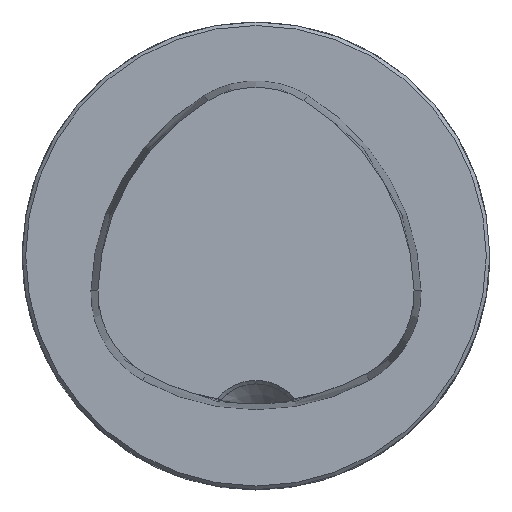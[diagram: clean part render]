
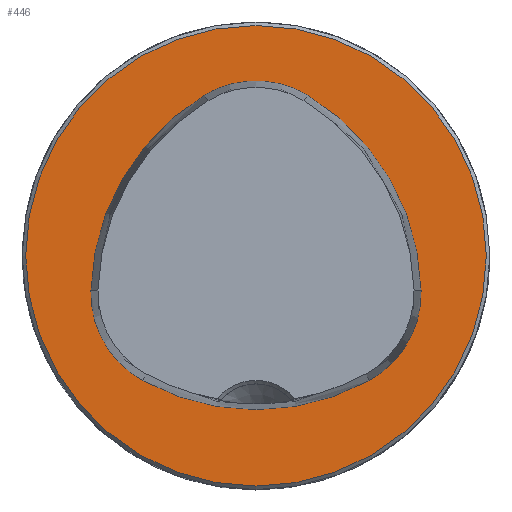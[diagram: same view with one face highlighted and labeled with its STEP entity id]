
A CAD part, top view. The second image highlights one B-rep face of the part: STEP entity #446.
In plain terms, the highlighted planar face has unit normal (0, 0, 1).
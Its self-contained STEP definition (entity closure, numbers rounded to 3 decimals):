
#446=ADVANCED_FACE('CU_E_LO_SU_1',(#634,#635),#552,.T.);
#552=PLANE('',#1780);
#634=FACE_BOUND('',#701,.T.);
#635=FACE_BOUND('',#702,.T.);
#701=EDGE_LOOP('',(#888));
#702=EDGE_LOOP('',(#889,#890,#891,#892,#893,#894));
#888=ORIENTED_EDGE('',*,*,#1483,.T.);
#889=ORIENTED_EDGE('',*,*,#1484,.F.);
#890=ORIENTED_EDGE('',*,*,#1485,.F.);
#891=ORIENTED_EDGE('',*,*,#1486,.F.);
#892=ORIENTED_EDGE('',*,*,#1487,.F.);
#893=ORIENTED_EDGE('',*,*,#1481,.F.);
#894=ORIENTED_EDGE('',*,*,#1488,.F.);
#1326=VERTEX_POINT('',#2828);
#1327=VERTEX_POINT('',#2830);
#1328=VERTEX_POINT('',#2834);
#1329=VERTEX_POINT('',#2836);
#1330=VERTEX_POINT('',#2837);
#1331=VERTEX_POINT('',#2839);
#1332=VERTEX_POINT('',#2841);
#1481=EDGE_CURVE('',#1326,#1327,#1663,.T.);
#1483=EDGE_CURVE('',#1328,#1328,#1664,.T.);
#1484=EDGE_CURVE('',#1329,#1330,#1665,.T.);
#1485=EDGE_CURVE('',#1331,#1329,#1666,.T.);
#1486=EDGE_CURVE('',#1332,#1331,#1667,.T.);
#1487=EDGE_CURVE('',#1327,#1332,#1668,.T.);
#1488=EDGE_CURVE('',#1330,#1326,#1669,.T.);
#1663=CIRCLE('',#1772,20.063);
#1664=CIRCLE('',#1774,19.7);
#1665=CIRCLE('',#1775,20.063);
#1666=CIRCLE('',#1776,8.563);
#1667=CIRCLE('',#1777,20.063);
#1668=CIRCLE('',#1778,8.563);
#1669=CIRCLE('',#1779,8.563);
#1772=AXIS2_PLACEMENT_3D('',#2829,#1998,#1999);
#1774=AXIS2_PLACEMENT_3D('',#2833,#2003,#2004);
#1775=AXIS2_PLACEMENT_3D('',#2835,#2005,#2006);
#1776=AXIS2_PLACEMENT_3D('',#2838,#2007,#2008);
#1777=AXIS2_PLACEMENT_3D('',#2840,#2009,#2010);
#1778=AXIS2_PLACEMENT_3D('',#2842,#2011,#2012);
#1779=AXIS2_PLACEMENT_3D('',#2843,#2013,#2014);
#1780=AXIS2_PLACEMENT_3D('',#2844,#2015,#2016);
#1998=DIRECTION('',(0.,0.,1.));
#1999=DIRECTION('',(1.,0.,0.));
#2003=DIRECTION('',(0.,0.,1.));
#2004=DIRECTION('',(1.,0.,0.));
#2005=DIRECTION('',(0.,0.,1.));
#2006=DIRECTION('',(1.,0.,0.));
#2007=DIRECTION('',(0.,0.,1.));
#2008=DIRECTION('',(1.,0.,0.));
#2009=DIRECTION('',(0.,0.,1.));
#2010=DIRECTION('',(1.,0.,0.));
#2011=DIRECTION('',(0.,0.,1.));
#2012=DIRECTION('',(1.,0.,0.));
#2013=DIRECTION('',(0.,0.,1.));
#2014=DIRECTION('',(1.,0.,0.));
#2015=DIRECTION('',(0.,0.,1.));
#2016=DIRECTION('',(1.,0.,0.));
#2828=CARTESIAN_POINT('',(-9.704,-10.66,0.));
#2829=CARTESIAN_POINT('',(0.,6.9,0.));
#2830=CARTESIAN_POINT('',(9.704,-10.66,0.));
#2833=CARTESIAN_POINT('',(0.,0.,0.));
#2834=CARTESIAN_POINT('',(19.7,0.,0.));
#2835=CARTESIAN_POINT('',(5.934,-3.451,0.));
#2836=CARTESIAN_POINT('',(-4.418,13.735,0.));
#2837=CARTESIAN_POINT('',(-14.123,-2.953,0.));
#2838=CARTESIAN_POINT('',(0.,6.4,0.));
#2839=CARTESIAN_POINT('',(4.418,13.735,0.));
#2840=CARTESIAN_POINT('',(-5.934,-3.451,0.));
#2841=CARTESIAN_POINT('',(14.123,-2.953,0.));
#2842=CARTESIAN_POINT('',(5.562,-3.165,0.));
#2843=CARTESIAN_POINT('',(-5.562,-3.165,0.));
#2844=CARTESIAN_POINT('',(0.,0.,0.));
